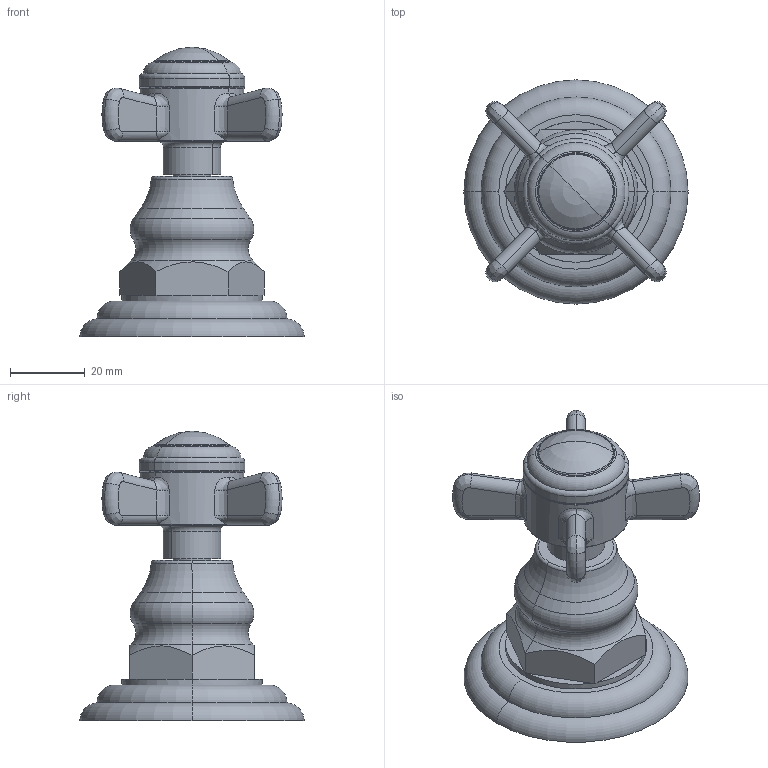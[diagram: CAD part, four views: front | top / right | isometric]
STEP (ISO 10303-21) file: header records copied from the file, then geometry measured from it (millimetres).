
FILE_DESCRIPTION((''),'2;1');
FILE_NAME('3-230B','2020-12-31T13:28:01',('jinson.thomas'),(''),'CREO PARAMETRIC BY PTC INC, 2018400','CREO PARAMETRIC BY PTC INC, 2018400','');
FILE_SCHEMA(('CONFIG_CONTROL_DESIGN'));
Length unit declared in the file: inch
Products named in the file (1): 3-230B
Bounding box: 59.94 x 59.94 x 77.39 mm (x, y, z)
Volume: 65758.9 mm3; surface area: 15442.7 mm2
Topology: 1 solids, 2 shells, 155 faces, 350 edges, 200 vertices
Faces by surface type: bspline 44, torus 36, plane 33, cylinder 30, cone 8, sphere 4
Entity records: 7429 total; most frequent: CARTESIAN_POINT 4142, ORIENTED_EDGE 692, DIRECTION 688, EDGE_CURVE 346, AXIS2_PLACEMENT_3D 309, VERTEX_POINT 200, CIRCLE 198, EDGE_LOOP 160
